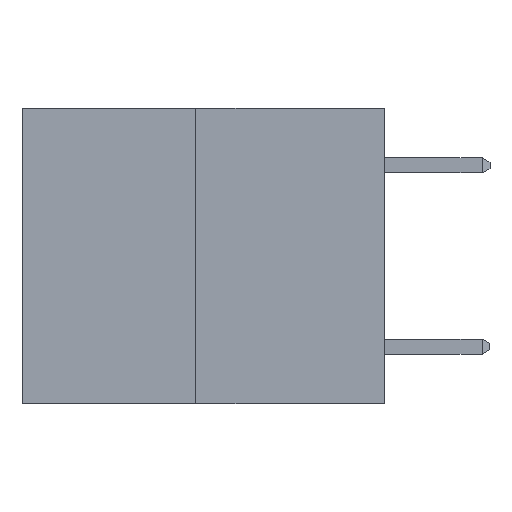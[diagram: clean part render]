
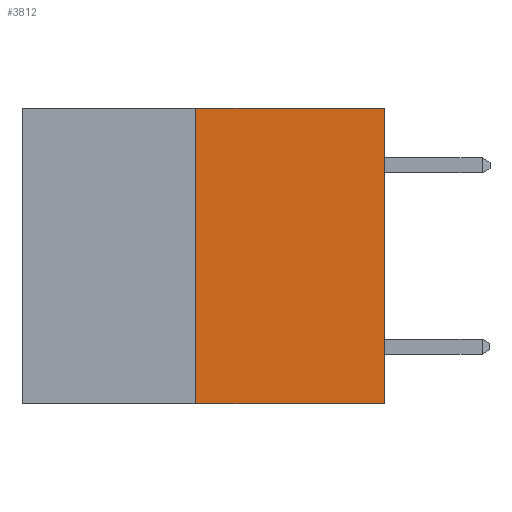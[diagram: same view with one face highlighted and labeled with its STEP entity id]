
A CAD part, left-side view. The second image highlights one B-rep face of the part: STEP entity #3812.
In plain terms, the highlighted planar face has unit normal (-1, 0, 0).
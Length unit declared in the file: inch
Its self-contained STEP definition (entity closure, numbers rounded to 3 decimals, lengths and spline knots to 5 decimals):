
#510 = VERTEX_POINT ( 'NONE', #3406 ) ;
#567 = EDGE_CURVE ( 'NONE', #4024, #510, #693, .T. ) ;
#693 = LINE ( 'NONE', #7725, #4915 ) ;
#992 = CARTESIAN_POINT ( 'NONE',  ( 0., 0.6, 0. ) ) ;
#1600 = CARTESIAN_POINT ( 'NONE',  ( 0., 0.6, -0.49 ) ) ;
#1748 = VECTOR ( 'NONE', #8654, 39.37008 ) ;
#1750 = AXIS2_PLACEMENT_3D ( 'NONE', #992, #8806, #3918 ) ;
#1788 = CARTESIAN_POINT ( 'NONE',  ( 0., 0.312, -0.49 ) ) ;
#1863 = ORIENTED_EDGE ( 'NONE', *, *, #567, .T. ) ;
#1995 = CARTESIAN_POINT ( 'NONE',  ( 0., 0.6, 0. ) ) ;
#2224 = VERTEX_POINT ( 'NONE', #8876 ) ;
#3301 = CARTESIAN_POINT ( 'NONE',  ( 0., 0., -0.49 ) ) ;
#3406 = CARTESIAN_POINT ( 'NONE',  ( 0., 0., 0. ) ) ;
#3464 = DIRECTION ( 'NONE',  ( 0., -1., 0. ) ) ;
#3654 = EDGE_CURVE ( 'NONE', #8502, #4024, #6405, .T. ) ;
#3812 = ADVANCED_FACE ( 'NONE', ( #5159 ), #4522, .F. ) ;
#3918 = DIRECTION ( 'NONE',  ( 0., 0., -1. ) ) ;
#4024 = VERTEX_POINT ( 'NONE', #3301 ) ;
#4522 = PLANE ( 'NONE',  #1750 ) ;
#4896 = EDGE_CURVE ( 'NONE', #8502, #2224, #8839, .T. ) ;
#4915 = VECTOR ( 'NONE', #5639, 39.37008 ) ;
#5127 = EDGE_CURVE ( 'NONE', #2224, #510, #7531, .T. ) ;
#5159 = FACE_OUTER_BOUND ( 'NONE', #6048, .T. ) ;
#5639 = DIRECTION ( 'NONE',  ( 0., 0., 1. ) ) ;
#6048 = EDGE_LOOP ( 'NONE', ( #8015, #8518, #1863, #6467 ) ) ;
#6164 = VECTOR ( 'NONE', #8770, 39.37008 ) ;
#6405 = LINE ( 'NONE', #1600, #1748 ) ;
#6467 = ORIENTED_EDGE ( 'NONE', *, *, #5127, .F. ) ;
#7531 = LINE ( 'NONE', #1995, #8214 ) ;
#7725 = CARTESIAN_POINT ( 'NONE',  ( 0., 0., 0. ) ) ;
#8015 = ORIENTED_EDGE ( 'NONE', *, *, #4896, .F. ) ;
#8053 = CARTESIAN_POINT ( 'NONE',  ( 0., 0.312, -0.49 ) ) ;
#8214 = VECTOR ( 'NONE', #3464, 39.37008 ) ;
#8502 = VERTEX_POINT ( 'NONE', #1788 ) ;
#8518 = ORIENTED_EDGE ( 'NONE', *, *, #3654, .T. ) ;
#8654 = DIRECTION ( 'NONE',  ( 0., -1., 0. ) ) ;
#8770 = DIRECTION ( 'NONE',  ( 0., 0., 1. ) ) ;
#8806 = DIRECTION ( 'NONE',  ( 1., 0., 0. ) ) ;
#8839 = LINE ( 'NONE', #8053, #6164 ) ;
#8876 = CARTESIAN_POINT ( 'NONE',  ( 0., 0.312, 0. ) ) ;
